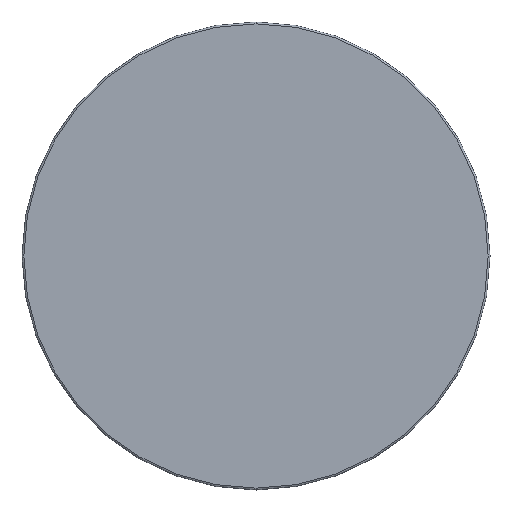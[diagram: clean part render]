
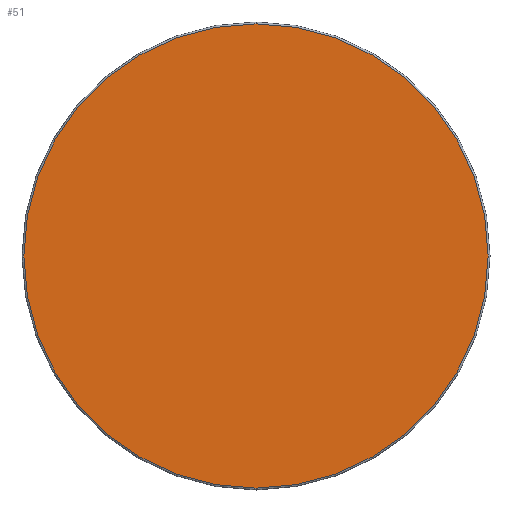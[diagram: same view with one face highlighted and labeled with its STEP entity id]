
A CAD part, front view. The second image highlights one B-rep face of the part: STEP entity #51.
In plain terms, the highlighted planar face has unit normal (0, -1, 0).
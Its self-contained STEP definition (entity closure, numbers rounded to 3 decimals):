
#3 = PLANE ( 'NONE',  #196 ) ;
#7 = DIRECTION ( 'NONE',  ( 0., 0., -1. ) ) ;
#8 = ORIENTED_EDGE ( 'NONE', *, *, #142, .T. ) ;
#15 = CARTESIAN_POINT ( 'NONE',  ( 0., 0., -37.2 ) ) ;
#23 = AXIS2_PLACEMENT_3D ( 'NONE', #165, #292, #182 ) ;
#24 = CIRCLE ( 'NONE', #23, 37.2 ) ;
#30 = CARTESIAN_POINT ( 'NONE',  ( 0., 0., 0. ) ) ;
#41 = EDGE_CURVE ( 'NONE', #84, #45, #24, .T. ) ;
#45 = VERTEX_POINT ( 'NONE', #244 ) ;
#51 = ADVANCED_FACE ( 'NONE', ( #151 ), #3, .T. ) ;
#83 = CARTESIAN_POINT ( 'NONE',  ( 0., 0., 0. ) ) ;
#84 = VERTEX_POINT ( 'NONE', #15 ) ;
#86 = ORIENTED_EDGE ( 'NONE', *, *, #41, .T. ) ;
#107 = DIRECTION ( 'NONE',  ( 0., 0., -1. ) ) ;
#122 = DIRECTION ( 'NONE',  ( 0., -1., 0. ) ) ;
#138 = CIRCLE ( 'NONE', #243, 37.2 ) ;
#141 = EDGE_LOOP ( 'NONE', ( #86, #8 ) ) ;
#142 = EDGE_CURVE ( 'NONE', #45, #84, #138, .T. ) ;
#151 = FACE_OUTER_BOUND ( 'NONE', #141, .T. ) ;
#165 = CARTESIAN_POINT ( 'NONE',  ( 0., 0., 0. ) ) ;
#171 = DIRECTION ( 'NONE',  ( 0., -1., 0. ) ) ;
#182 = DIRECTION ( 'NONE',  ( 0., 0., -1. ) ) ;
#196 = AXIS2_PLACEMENT_3D ( 'NONE', #83, #122, #107 ) ;
#243 = AXIS2_PLACEMENT_3D ( 'NONE', #30, #171, #7 ) ;
#244 = CARTESIAN_POINT ( 'NONE',  ( 0., 0., 37.2 ) ) ;
#292 = DIRECTION ( 'NONE',  ( 0., -1., 0. ) ) ;
